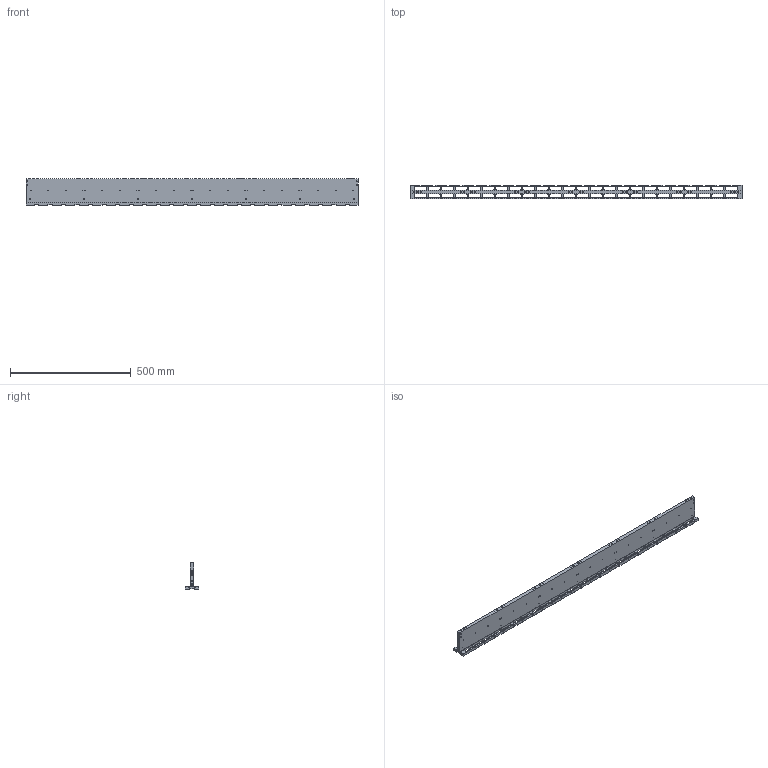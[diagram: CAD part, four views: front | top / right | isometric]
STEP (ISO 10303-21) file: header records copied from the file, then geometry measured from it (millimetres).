
FILE_DESCRIPTION(/* description */ (''),/* implementation_level */ '2;1');
FILE_NAME(/* name */ '171117_FSTP_000_bar_stp.stp',/* time_stamp */ '2017-12-13T13:52:19+01:00',/* author */ (''),/* organization */ (''),/* preprocessor_version */ 'ST-DEVELOPER v16',/* originating_system */ 'SIEMENS PLM Software NX 11.0',/* authorisation */ '');
FILE_SCHEMA (('AP203_CONFIGURATION_CONTROLLED_3D_DESIGN_OF_MECHANICAL_PARTS_AND_ASSEMBLIES_MIM_LF { 1 0 10303 403 2 1 2}'));
Length unit declared in the file: millimetre
Products named in the file (1): zago32C8A890wbji
Bounding box: 1376 x 55 x 108 mm (x, y, z)
Volume: 2328344.7 mm3; surface area: 581158.4 mm2
Topology: 27 solids, 27 shells, 1732 faces, 4828 edges, 3177 vertices
Faces by surface type: plane 963, cylinder 546, cone 198, torus 25
Full cylindrical faces by diameter (mm): 2.05 x31, 2.2 x96, 3 x12, 4 x12, 4.2 x29, 4.826 x25, 5 x22, 5.5 x25, 6 x2, 8.5 x25, 8.7 x2, 10 x25
Entity records: 52295 total; most frequent: DIRECTION 8934, CARTESIAN_POINT 8843, ORIENTED_EDGE 8256, EDGE_CURVE 4128, AXIS2_PLACEMENT_3D 3072, VERTEX_POINT 2981, LINE 2790, VECTOR 2790
